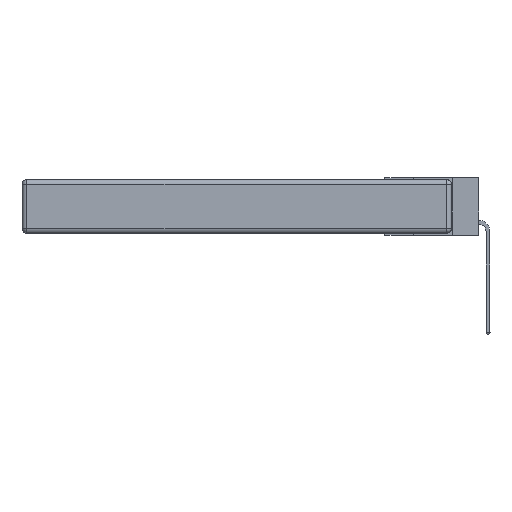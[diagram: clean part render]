
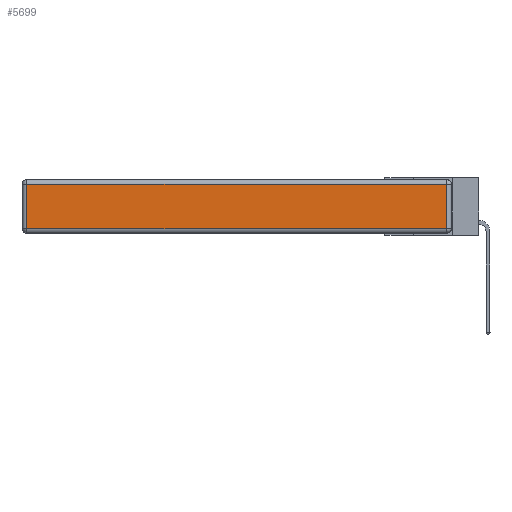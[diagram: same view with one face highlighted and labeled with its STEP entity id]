
A CAD part, left-side view. The second image highlights one B-rep face of the part: STEP entity #5699.
In plain terms, the highlighted planar face has unit normal (-1, 0, 0).
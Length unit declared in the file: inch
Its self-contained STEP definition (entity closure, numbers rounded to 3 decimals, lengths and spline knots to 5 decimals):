
#120 = CARTESIAN_POINT ( 'NONE',  ( 0., 0., -0.343 ) ) ;
#209 = CARTESIAN_POINT ( 'NONE',  ( 0., 2.72, -0.343 ) ) ;
#420 = ORIENTED_EDGE ( 'NONE', *, *, #15501, .T. ) ;
#770 = DIRECTION ( 'NONE',  ( 0., -1., 0. ) ) ;
#792 = DIRECTION ( 'NONE',  ( 0., 0., -1. ) ) ;
#879 = CARTESIAN_POINT ( 'NONE',  ( 0., 2.72, -0.03 ) ) ;
#942 = VERTEX_POINT ( 'NONE', #879 ) ;
#1414 = CARTESIAN_POINT ( 'NONE',  ( 0., 0.03, -0.343 ) ) ;
#2336 = LINE ( 'NONE', #209, #14492 ) ;
#3300 = ORIENTED_EDGE ( 'NONE', *, *, #5695, .T. ) ;
#3440 = VERTEX_POINT ( 'NONE', #14972 ) ;
#4349 = VECTOR ( 'NONE', #770, 39.37008 ) ;
#4502 = CARTESIAN_POINT ( 'NONE',  ( 0., 0.03, -0.03 ) ) ;
#4963 = PLANE ( 'NONE',  #12475 ) ;
#5148 = VERTEX_POINT ( 'NONE', #14632 ) ;
#5209 = LINE ( 'NONE', #1414, #14129 ) ;
#5695 = EDGE_CURVE ( 'NONE', #3440, #13768, #5209, .T. ) ;
#5699 = ADVANCED_FACE ( 'NONE', ( #10143 ), #4963, .T. ) ;
#6157 = EDGE_CURVE ( 'NONE', #13768, #942, #7642, .T. ) ;
#6354 = DIRECTION ( 'NONE',  ( 0., 0., 1. ) ) ;
#7642 = LINE ( 'NONE', #10158, #10133 ) ;
#8537 = ORIENTED_EDGE ( 'NONE', *, *, #12548, .T. ) ;
#9986 = DIRECTION ( 'NONE',  ( 0., 0., 1. ) ) ;
#10133 = VECTOR ( 'NONE', #12641, 39.37008 ) ;
#10143 = FACE_OUTER_BOUND ( 'NONE', #12160, .T. ) ;
#10158 = CARTESIAN_POINT ( 'NONE',  ( 0., 2.75, -0.03 ) ) ;
#11761 = ORIENTED_EDGE ( 'NONE', *, *, #6157, .T. ) ;
#11810 = CARTESIAN_POINT ( 'NONE',  ( 0., 0., -0.313 ) ) ;
#12160 = EDGE_LOOP ( 'NONE', ( #8537, #3300, #11761, #420 ) ) ;
#12271 = DIRECTION ( 'NONE',  ( -1., 0., 0. ) ) ;
#12475 = AXIS2_PLACEMENT_3D ( 'NONE', #120, #12271, #6354 ) ;
#12548 = EDGE_CURVE ( 'NONE', #5148, #3440, #14980, .T. ) ;
#12641 = DIRECTION ( 'NONE',  ( 0., 1., 0. ) ) ;
#13768 = VERTEX_POINT ( 'NONE', #4502 ) ;
#14129 = VECTOR ( 'NONE', #9986, 39.37008 ) ;
#14492 = VECTOR ( 'NONE', #792, 39.37008 ) ;
#14632 = CARTESIAN_POINT ( 'NONE',  ( 0., 2.72, -0.313 ) ) ;
#14972 = CARTESIAN_POINT ( 'NONE',  ( 0., 0.03, -0.313 ) ) ;
#14980 = LINE ( 'NONE', #11810, #4349 ) ;
#15501 = EDGE_CURVE ( 'NONE', #942, #5148, #2336, .T. ) ;
